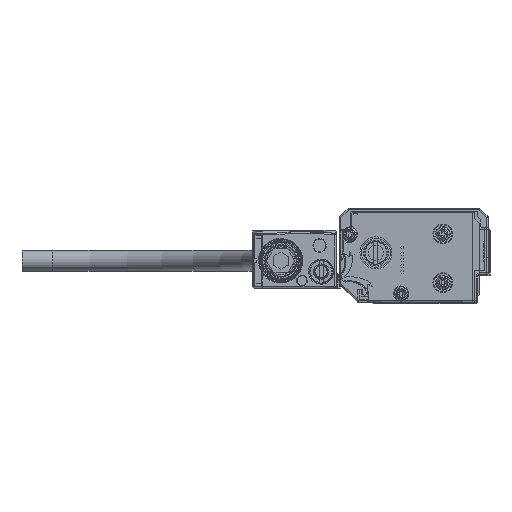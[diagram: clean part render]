
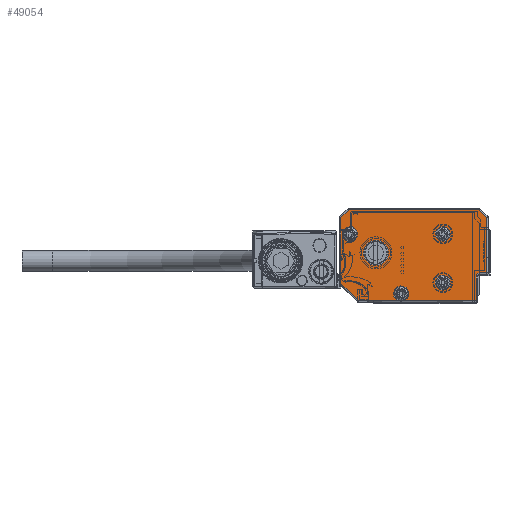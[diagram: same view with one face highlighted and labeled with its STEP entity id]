
A CAD part, left-side view. The second image highlights one B-rep face of the part: STEP entity #49054.
In plain terms, the highlighted planar face has unit normal (-1, 0, 0).
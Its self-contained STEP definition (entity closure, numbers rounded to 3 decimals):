
#48839=AXIS2_PLACEMENT_3D('Circle Axis2P3D',#48837,#48838,$) ;
#48867=AXIS2_PLACEMENT_3D('Circle Axis2P3D',#48865,#48866,$) ;
#48882=AXIS2_PLACEMENT_3D('Plane Axis2P3D',#48879,#48880,#48881) ;
#48886=AXIS2_PLACEMENT_3D('Circle Axis2P3D',#48884,#48885,$) ;
#48893=AXIS2_PLACEMENT_3D('Circle Axis2P3D',#48891,#48892,$) ;
#48900=AXIS2_PLACEMENT_3D('Circle Axis2P3D',#48898,#48899,$) ;
#48912=AXIS2_PLACEMENT_3D('Circle Axis2P3D',#48910,#48911,$) ;
#48984=AXIS2_PLACEMENT_3D('Circle Axis2P3D',#48982,#48983,$) ;
#48993=AXIS2_PLACEMENT_3D('Circle Axis2P3D',#48991,#48992,$) ;
#49002=AXIS2_PLACEMENT_3D('Circle Axis2P3D',#49000,#49001,$) ;
#49011=AXIS2_PLACEMENT_3D('Circle Axis2P3D',#49009,#49010,$) ;
#49020=AXIS2_PLACEMENT_3D('Circle Axis2P3D',#49018,#49019,$) ;
#49029=AXIS2_PLACEMENT_3D('Circle Axis2P3D',#49027,#49028,$) ;
#49038=AXIS2_PLACEMENT_3D('Circle Axis2P3D',#49036,#49037,$) ;
#49047=AXIS2_PLACEMENT_3D('Circle Axis2P3D',#49045,#49046,$) ;
#40525=CARTESIAN_POINT('Vertex',(-2373.,8.4,-1.)) ;
#40527=CARTESIAN_POINT('Vertex',(-2373.,7.,-1.)) ;
#40530=CARTESIAN_POINT('Line Origine',(-2373.,3.5,-1.)) ;
#40534=CARTESIAN_POINT('Vertex',(-2373.,21.793,-1.)) ;
#40546=CARTESIAN_POINT('Vertex',(-2373.,-17.,-1.)) ;
#40549=CARTESIAN_POINT('Line Origine',(-2373.,3.5,-1.)) ;
#48837=CARTESIAN_POINT('Axis2P3D Location',(-2373.,7.7,1.4)) ;
#48841=CARTESIAN_POINT('Vertex',(-2373.,5.2,1.4)) ;
#48862=CARTESIAN_POINT('Vertex',(-2373.,9.894,0.201)) ;
#48865=CARTESIAN_POINT('Axis2P3D Location',(-2373.,7.7,1.4)) ;
#48879=CARTESIAN_POINT('Axis2P3D Location',(-2373.,-21.5,13.5)) ;
#48884=CARTESIAN_POINT('Axis2P3D Location',(-2373.,7.7,1.4)) ;
#48888=CARTESIAN_POINT('Vertex',(-2373.,10.2,1.4)) ;
#48891=CARTESIAN_POINT('Axis2P3D Location',(-2373.,7.7,1.4)) ;
#48895=CARTESIAN_POINT('Vertex',(-2373.,5.506,2.599)) ;
#48898=CARTESIAN_POINT('Axis2P3D Location',(-2373.,7.7,1.4)) ;
#48903=CARTESIAN_POINT('Line Origine',(-2373.,-17.,3.1)) ;
#48907=CARTESIAN_POINT('Vertex',(-2373.,-17.,7.2)) ;
#48910=CARTESIAN_POINT('Axis2P3D Location',(-2373.,-18.,7.2)) ;
#48914=CARTESIAN_POINT('Vertex',(-2373.,-18.,8.2)) ;
#48917=CARTESIAN_POINT('Line Origine',(-2373.,-19.25,8.2)) ;
#48921=CARTESIAN_POINT('Vertex',(-2373.,-20.5,8.2)) ;
#48924=CARTESIAN_POINT('Line Origine',(-2373.,-20.5,17.246)) ;
#48928=CARTESIAN_POINT('Vertex',(-2373.,-20.5,26.293)) ;
#48931=CARTESIAN_POINT('Line Origine',(-2373.,-19.146,27.646)) ;
#48935=CARTESIAN_POINT('Vertex',(-2373.,-17.793,29.)) ;
#48938=CARTESIAN_POINT('Line Origine',(-2373.,3.5,29.)) ;
#48942=CARTESIAN_POINT('Vertex',(-2373.,24.793,29.)) ;
#48945=CARTESIAN_POINT('Line Origine',(-2373.,26.146,27.646)) ;
#48949=CARTESIAN_POINT('Vertex',(-2373.,27.5,26.293)) ;
#48952=CARTESIAN_POINT('Line Origine',(-2373.,27.5,15.5)) ;
#48956=CARTESIAN_POINT('Vertex',(-2373.,27.5,4.707)) ;
#48959=CARTESIAN_POINT('Line Origine',(-2373.,24.646,1.854)) ;
#48982=CARTESIAN_POINT('Axis2P3D Location',(-2373.,-6.,5.)) ;
#48986=CARTESIAN_POINT('Vertex',(-2373.,-3.806,3.801)) ;
#48988=CARTESIAN_POINT('Vertex',(-2373.,-8.194,6.199)) ;
#48991=CARTESIAN_POINT('Axis2P3D Location',(-2373.,-6.,5.)) ;
#49000=CARTESIAN_POINT('Axis2P3D Location',(-2373.,16.,14.8)) ;
#49004=CARTESIAN_POINT('Vertex',(-2373.,11.85,14.8)) ;
#49006=CARTESIAN_POINT('Vertex',(-2373.,20.15,14.8)) ;
#49009=CARTESIAN_POINT('Axis2P3D Location',(-2373.,16.,14.8)) ;
#49018=CARTESIAN_POINT('Axis2P3D Location',(-2373.,-6.,21.)) ;
#49022=CARTESIAN_POINT('Vertex',(-2373.,-8.194,22.199)) ;
#49024=CARTESIAN_POINT('Vertex',(-2373.,-3.806,19.801)) ;
#49027=CARTESIAN_POINT('Axis2P3D Location',(-2373.,-6.,21.)) ;
#49036=CARTESIAN_POINT('Axis2P3D Location',(-2373.,24.5,20.9)) ;
#49040=CARTESIAN_POINT('Vertex',(-2373.,22.306,22.099)) ;
#49042=CARTESIAN_POINT('Vertex',(-2373.,26.694,19.701)) ;
#49045=CARTESIAN_POINT('Axis2P3D Location',(-2373.,24.5,20.9)) ;
#40531=DIRECTION('Vector Direction',(0.,1.,0.)) ;
#40550=DIRECTION('Vector Direction',(0.,1.,0.)) ;
#48838=DIRECTION('Axis2P3D Direction',(-1.,0.,0.)) ;
#48866=DIRECTION('Axis2P3D Direction',(-1.,0.,0.)) ;
#48880=DIRECTION('Axis2P3D Direction',(1.,0.,0.)) ;
#48881=DIRECTION('Axis2P3D XDirection',(0.,1.,0.)) ;
#48885=DIRECTION('Axis2P3D Direction',(1.,0.,0.)) ;
#48892=DIRECTION('Axis2P3D Direction',(1.,0.,0.)) ;
#48899=DIRECTION('Axis2P3D Direction',(1.,0.,0.)) ;
#48904=DIRECTION('Vector Direction',(0.,0.,1.)) ;
#48911=DIRECTION('Axis2P3D Direction',(1.,0.,0.)) ;
#48918=DIRECTION('Vector Direction',(0.,-1.,0.)) ;
#48925=DIRECTION('Vector Direction',(0.,0.,1.)) ;
#48932=DIRECTION('Vector Direction',(0.,-0.707,-0.707)) ;
#48939=DIRECTION('Vector Direction',(0.,1.,0.)) ;
#48946=DIRECTION('Vector Direction',(0.,0.707,-0.707)) ;
#48953=DIRECTION('Vector Direction',(0.,0.,-1.)) ;
#48960=DIRECTION('Vector Direction',(0.,-0.707,-0.707)) ;
#48983=DIRECTION('Axis2P3D Direction',(1.,0.,0.)) ;
#48992=DIRECTION('Axis2P3D Direction',(1.,0.,0.)) ;
#49001=DIRECTION('Axis2P3D Direction',(1.,0.,0.)) ;
#49010=DIRECTION('Axis2P3D Direction',(1.,0.,0.)) ;
#49019=DIRECTION('Axis2P3D Direction',(1.,0.,0.)) ;
#49028=DIRECTION('Axis2P3D Direction',(1.,0.,0.)) ;
#49037=DIRECTION('Axis2P3D Direction',(1.,0.,0.)) ;
#49046=DIRECTION('Axis2P3D Direction',(1.,0.,0.)) ;
#40532=VECTOR('Line Direction',#40531,1.) ;
#40551=VECTOR('Line Direction',#40550,1.) ;
#48905=VECTOR('Line Direction',#48904,1.) ;
#48919=VECTOR('Line Direction',#48918,1.) ;
#48926=VECTOR('Line Direction',#48925,1.) ;
#48933=VECTOR('Line Direction',#48932,1.) ;
#48940=VECTOR('Line Direction',#48939,1.) ;
#48947=VECTOR('Line Direction',#48946,1.) ;
#48954=VECTOR('Line Direction',#48953,1.) ;
#48961=VECTOR('Line Direction',#48960,1.) ;
#48965=ORIENTED_EDGE('',*,*,#48869,.T.) ;
#48966=ORIENTED_EDGE('',*,*,#48890,.T.) ;
#48967=ORIENTED_EDGE('',*,*,#48897,.T.) ;
#48968=ORIENTED_EDGE('',*,*,#48902,.T.) ;
#48969=ORIENTED_EDGE('',*,*,#48843,.T.) ;
#48970=ORIENTED_EDGE('',*,*,#40553,.F.) ;
#48971=ORIENTED_EDGE('',*,*,#48909,.F.) ;
#48972=ORIENTED_EDGE('',*,*,#48916,.F.) ;
#48973=ORIENTED_EDGE('',*,*,#48923,.F.) ;
#48974=ORIENTED_EDGE('',*,*,#48930,.F.) ;
#48975=ORIENTED_EDGE('',*,*,#48937,.F.) ;
#48976=ORIENTED_EDGE('',*,*,#48944,.F.) ;
#48977=ORIENTED_EDGE('',*,*,#48951,.F.) ;
#48978=ORIENTED_EDGE('',*,*,#48958,.F.) ;
#48979=ORIENTED_EDGE('',*,*,#48963,.F.) ;
#48980=ORIENTED_EDGE('',*,*,#40536,.F.) ;
#48997=ORIENTED_EDGE('',*,*,#48990,.T.) ;
#48998=ORIENTED_EDGE('',*,*,#48995,.T.) ;
#49015=ORIENTED_EDGE('',*,*,#49008,.T.) ;
#49016=ORIENTED_EDGE('',*,*,#49013,.T.) ;
#49033=ORIENTED_EDGE('',*,*,#49026,.T.) ;
#49034=ORIENTED_EDGE('',*,*,#49031,.T.) ;
#49051=ORIENTED_EDGE('',*,*,#49044,.T.) ;
#49052=ORIENTED_EDGE('',*,*,#49049,.T.) ;
#48999=FACE_BOUND('',#48996,.T.) ;
#49017=FACE_BOUND('',#49014,.T.) ;
#49035=FACE_BOUND('',#49032,.T.) ;
#49053=FACE_BOUND('',#49050,.T.) ;
#49054=ADVANCED_FACE('\X2\FF8AFF9FFF70FF82\X0\ \X2\FF8EFF9EFF83FF9EFF68FF70\X0\',(#48981,#48999,#49017,#49035,#49053),#48883,.F.) ;
#48840=CIRCLE('generated circle',#48839,2.5) ;
#48868=CIRCLE('generated circle',#48867,2.5) ;
#48887=CIRCLE('generated circle',#48886,2.5) ;
#48894=CIRCLE('generated circle',#48893,2.5) ;
#48901=CIRCLE('generated circle',#48900,2.5) ;
#48913=CIRCLE('generated circle',#48912,1.) ;
#48985=CIRCLE('generated circle',#48984,2.5) ;
#48994=CIRCLE('generated circle',#48993,2.5) ;
#49003=CIRCLE('generated circle',#49002,4.15) ;
#49012=CIRCLE('generated circle',#49011,4.15) ;
#49021=CIRCLE('generated circle',#49020,2.5) ;
#49030=CIRCLE('generated circle',#49029,2.5) ;
#49039=CIRCLE('generated circle',#49038,2.5) ;
#49048=CIRCLE('generated circle',#49047,2.5) ;
#40536=EDGE_CURVE('',#40526,#40535,#40533,.T.) ;
#40553=EDGE_CURVE('',#40547,#40528,#40552,.T.) ;
#48843=EDGE_CURVE('',#48842,#40528,#48840,.F.) ;
#48869=EDGE_CURVE('',#40526,#48863,#48868,.F.) ;
#48890=EDGE_CURVE('',#48863,#48889,#48887,.T.) ;
#48897=EDGE_CURVE('',#48889,#48896,#48894,.T.) ;
#48902=EDGE_CURVE('',#48896,#48842,#48901,.T.) ;
#48909=EDGE_CURVE('',#48908,#40547,#48906,.F.) ;
#48916=EDGE_CURVE('',#48915,#48908,#48913,.F.) ;
#48923=EDGE_CURVE('',#48922,#48915,#48920,.F.) ;
#48930=EDGE_CURVE('',#48929,#48922,#48927,.F.) ;
#48937=EDGE_CURVE('',#48936,#48929,#48934,.T.) ;
#48944=EDGE_CURVE('',#48943,#48936,#48941,.F.) ;
#48951=EDGE_CURVE('',#48950,#48943,#48948,.F.) ;
#48958=EDGE_CURVE('',#48957,#48950,#48955,.F.) ;
#48963=EDGE_CURVE('',#40535,#48957,#48962,.F.) ;
#48990=EDGE_CURVE('',#48987,#48989,#48985,.T.) ;
#48995=EDGE_CURVE('',#48989,#48987,#48994,.T.) ;
#49008=EDGE_CURVE('',#49005,#49007,#49003,.T.) ;
#49013=EDGE_CURVE('',#49007,#49005,#49012,.T.) ;
#49026=EDGE_CURVE('',#49023,#49025,#49021,.T.) ;
#49031=EDGE_CURVE('',#49025,#49023,#49030,.T.) ;
#49044=EDGE_CURVE('',#49041,#49043,#49039,.T.) ;
#49049=EDGE_CURVE('',#49043,#49041,#49048,.T.) ;
#48964=EDGE_LOOP('',(#48965,#48966,#48967,#48968,#48969,#48970,#48971,#48972,#48973,#48974,#48975,#48976,#48977,#48978,#48979,#48980)) ;
#48996=EDGE_LOOP('',(#48997,#48998)) ;
#49014=EDGE_LOOP('',(#49015,#49016)) ;
#49032=EDGE_LOOP('',(#49033,#49034)) ;
#49050=EDGE_LOOP('',(#49051,#49052)) ;
#48981=FACE_OUTER_BOUND('',#48964,.T.) ;
#40533=LINE('Line',#40530,#40532) ;
#40552=LINE('Line',#40549,#40551) ;
#48906=LINE('Line',#48903,#48905) ;
#48920=LINE('Line',#48917,#48919) ;
#48927=LINE('Line',#48924,#48926) ;
#48934=LINE('Line',#48931,#48933) ;
#48941=LINE('Line',#48938,#48940) ;
#48948=LINE('Line',#48945,#48947) ;
#48955=LINE('Line',#48952,#48954) ;
#48962=LINE('Line',#48959,#48961) ;
#48883=PLANE('Plane',#48882) ;
#40526=VERTEX_POINT('',#40525) ;
#40528=VERTEX_POINT('',#40527) ;
#40535=VERTEX_POINT('',#40534) ;
#40547=VERTEX_POINT('',#40546) ;
#48842=VERTEX_POINT('',#48841) ;
#48863=VERTEX_POINT('',#48862) ;
#48889=VERTEX_POINT('',#48888) ;
#48896=VERTEX_POINT('',#48895) ;
#48908=VERTEX_POINT('',#48907) ;
#48915=VERTEX_POINT('',#48914) ;
#48922=VERTEX_POINT('',#48921) ;
#48929=VERTEX_POINT('',#48928) ;
#48936=VERTEX_POINT('',#48935) ;
#48943=VERTEX_POINT('',#48942) ;
#48950=VERTEX_POINT('',#48949) ;
#48957=VERTEX_POINT('',#48956) ;
#48987=VERTEX_POINT('',#48986) ;
#48989=VERTEX_POINT('',#48988) ;
#49005=VERTEX_POINT('',#49004) ;
#49007=VERTEX_POINT('',#49006) ;
#49023=VERTEX_POINT('',#49022) ;
#49025=VERTEX_POINT('',#49024) ;
#49041=VERTEX_POINT('',#49040) ;
#49043=VERTEX_POINT('',#49042) ;
